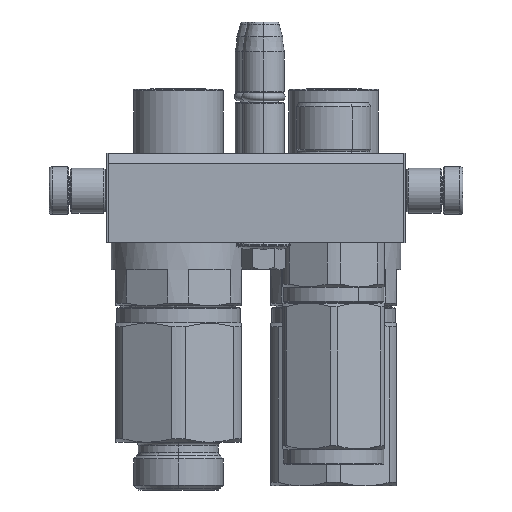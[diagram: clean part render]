
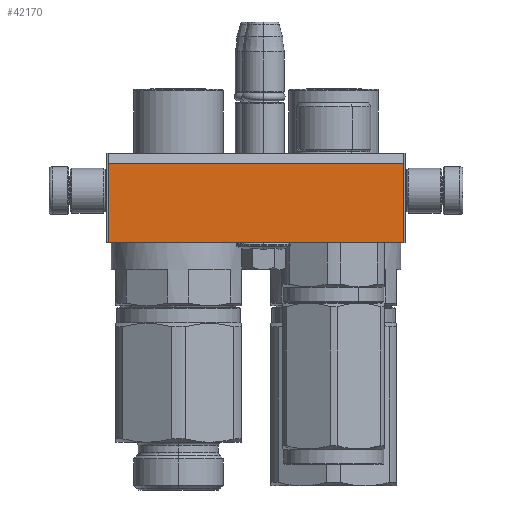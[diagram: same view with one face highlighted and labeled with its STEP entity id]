
A CAD part, left-side view. The second image highlights one B-rep face of the part: STEP entity #42170.
In plain terms, the highlighted face is planar.
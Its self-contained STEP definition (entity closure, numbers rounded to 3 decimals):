
#288 = DIRECTION ( 'NONE',  ( 0., 1., 0. ) ) ;
#892 = VECTOR ( 'NONE', #52502, 1000. ) ;
#3278 = LINE ( 'NONE', #73174, #64515 ) ;
#6054 = CARTESIAN_POINT ( 'NONE',  ( 49.5, -15., 56. ) ) ;
#11708 = LINE ( 'NONE', #64334, #81233 ) ;
#12038 = CARTESIAN_POINT ( 'NONE',  ( 49.5, -15., 56. ) ) ;
#16515 = LINE ( 'NONE', #6054, #892 ) ;
#19107 = ORIENTED_EDGE ( 'NONE', *, *, #26038, .T. ) ;
#22001 = ORIENTED_EDGE ( 'NONE', *, *, #39745, .F. ) ;
#23196 = FACE_OUTER_BOUND ( 'NONE', #70627, .T. ) ;
#25120 = PLANE ( 'NONE',  #45862 ) ;
#25973 = DIRECTION ( 'NONE',  ( 0., 0., 1. ) ) ;
#26038 = EDGE_CURVE ( 'NONE', #38798, #33196, #11708, .T. ) ;
#33102 = VECTOR ( 'NONE', #73438, 1000. ) ;
#33196 = VERTEX_POINT ( 'NONE', #12038 ) ;
#34474 = CARTESIAN_POINT ( 'NONE',  ( -49.5, -15., 56. ) ) ;
#36855 = VERTEX_POINT ( 'NONE', #46298 ) ;
#38798 = VERTEX_POINT ( 'NONE', #34474 ) ;
#39745 = EDGE_CURVE ( 'NONE', #80743, #36855, #76713, .T. ) ;
#42170 = ADVANCED_FACE ( 'NONE', ( #23196 ), #25120, .T. ) ;
#45862 = AXIS2_PLACEMENT_3D ( 'NONE', #71553, #25973, #66065 ) ;
#45904 = EDGE_CURVE ( 'NONE', #38798, #80743, #3278, .T. ) ;
#46298 = CARTESIAN_POINT ( 'NONE',  ( 49.5, 11.536, 56. ) ) ;
#46462 = EDGE_CURVE ( 'NONE', #33196, #36855, #16515, .T. ) ;
#50506 = ORIENTED_EDGE ( 'NONE', *, *, #46462, .T. ) ;
#52502 = DIRECTION ( 'NONE',  ( 0., 1., 0. ) ) ;
#58701 = CARTESIAN_POINT ( 'NONE',  ( -49.5, 11.536, 56. ) ) ;
#64334 = CARTESIAN_POINT ( 'NONE',  ( -49.5, -15., 56. ) ) ;
#64515 = VECTOR ( 'NONE', #288, 1000. ) ;
#66065 = DIRECTION ( 'NONE',  ( 1., 0., 0. ) ) ;
#70627 = EDGE_LOOP ( 'NONE', ( #19107, #50506, #22001, #84831 ) ) ;
#71553 = CARTESIAN_POINT ( 'NONE',  ( -50., -15., 56. ) ) ;
#72422 = DIRECTION ( 'NONE',  ( 1., 0., 0. ) ) ;
#73174 = CARTESIAN_POINT ( 'NONE',  ( -49.5, -15., 56. ) ) ;
#73438 = DIRECTION ( 'NONE',  ( 1., 0., 0. ) ) ;
#73734 = CARTESIAN_POINT ( 'NONE',  ( -49.5, 11.536, 56. ) ) ;
#76713 = LINE ( 'NONE', #73734, #33102 ) ;
#80743 = VERTEX_POINT ( 'NONE', #58701 ) ;
#81233 = VECTOR ( 'NONE', #72422, 1000. ) ;
#84831 = ORIENTED_EDGE ( 'NONE', *, *, #45904, .F. ) ;
